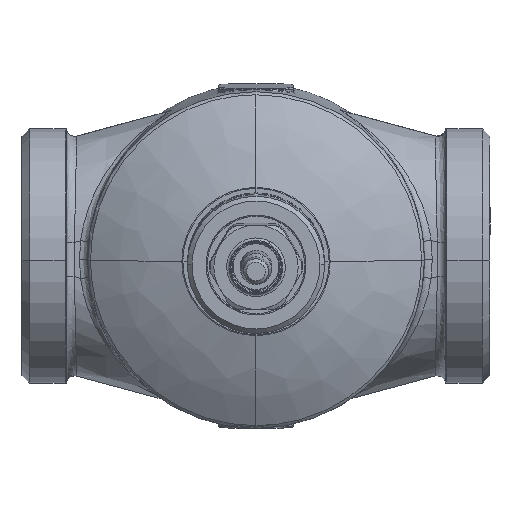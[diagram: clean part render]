
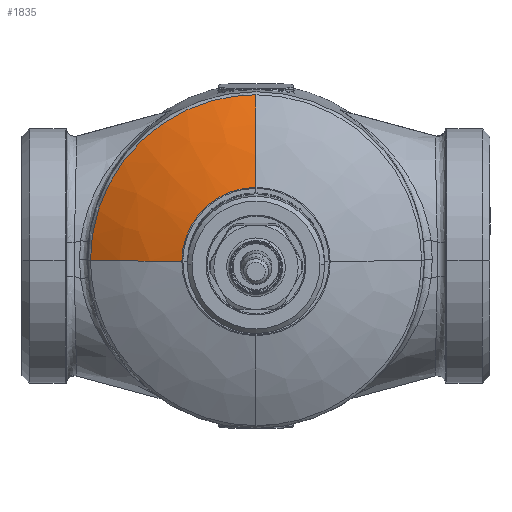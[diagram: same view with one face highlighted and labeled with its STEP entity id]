
A CAD part, front view. The second image highlights one B-rep face of the part: STEP entity #1835.
In plain terms, the highlighted free-form (B-spline) face has degree [3, 3] with [4, 4] control points.
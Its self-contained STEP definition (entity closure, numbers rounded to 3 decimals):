
#1438=CARTESIAN_POINT('Vertex',(0.,-52.819,23.766)) ;
#1441=CARTESIAN_POINT('Axis2P3D Location',(0.,-52.819,0.)) ;
#1445=CARTESIAN_POINT('Vertex',(-23.766,-52.819,0.)) ;
#1791=CARTESIAN_POINT('Control Point',(-23.1,-52.966,-1.453)) ;
#1792=CARTESIAN_POINT('Control Point',(-33.887,-50.439,-2.132)) ;
#1793=CARTESIAN_POINT('Control Point',(-44.11,-46.163,-2.775)) ;
#1794=CARTESIAN_POINT('Control Point',(-53.489,-40.256,-3.365)) ;
#1795=CARTESIAN_POINT('Control Point',(-23.995,-52.966,12.763)) ;
#1796=CARTESIAN_POINT('Control Point',(-35.199,-50.439,18.722)) ;
#1797=CARTESIAN_POINT('Control Point',(-45.818,-46.163,24.37)) ;
#1798=CARTESIAN_POINT('Control Point',(-55.559,-40.256,29.552)) ;
#1799=CARTESIAN_POINT('Control Point',(-14.244,-52.966,23.146)) ;
#1800=CARTESIAN_POINT('Control Point',(-20.895,-50.439,33.954)) ;
#1801=CARTESIAN_POINT('Control Point',(-27.199,-46.163,44.197)) ;
#1802=CARTESIAN_POINT('Control Point',(-32.982,-40.256,53.594)) ;
#1803=CARTESIAN_POINT('Control Point',(0.,-52.966,23.146)) ;
#1804=CARTESIAN_POINT('Control Point',(0.,-50.439,33.954)) ;
#1805=CARTESIAN_POINT('Control Point',(0.,-46.163,44.197)) ;
#1806=CARTESIAN_POINT('Control Point',(0.,-40.256,53.594)) ;
#1808=CARTESIAN_POINT('Control Point',(0.,-52.819,23.766)) ;
#1809=CARTESIAN_POINT('Control Point',(0.,-50.324,34.139)) ;
#1810=CARTESIAN_POINT('Control Point',(0.,-46.214,43.985)) ;
#1811=CARTESIAN_POINT('Control Point',(0.,-40.594,53.054)) ;
#1812=CARTESIAN_POINT('Vertex',(0.,-40.594,53.054)) ;
#1816=CARTESIAN_POINT('Control Point',(-53.054,-40.594,0.)) ;
#1817=CARTESIAN_POINT('Control Point',(-53.054,-40.594,31.245)) ;
#1818=CARTESIAN_POINT('Control Point',(-30.91,-40.594,53.054)) ;
#1819=CARTESIAN_POINT('Control Point',(0.,-40.594,53.054)) ;
#1820=CARTESIAN_POINT('Vertex',(-53.054,-40.594,0.)) ;
#1824=CARTESIAN_POINT('Control Point',(-23.766,-52.819,0.)) ;
#1825=CARTESIAN_POINT('Control Point',(-34.139,-50.324,0.)) ;
#1826=CARTESIAN_POINT('Control Point',(-43.985,-46.214,0.)) ;
#1827=CARTESIAN_POINT('Control Point',(-53.054,-40.594,0.)) ;
#1442=DIRECTION('Axis2P3D Direction',(-0.,1.,0.)) ;
#1443=AXIS2_PLACEMENT_3D('Circle Axis2P3D',#1441,#1442,$) ;
#1830=ORIENTED_EDGE('',*,*,#1814,.T.) ;
#1831=ORIENTED_EDGE('',*,*,#1822,.F.) ;
#1832=ORIENTED_EDGE('',*,*,#1828,.T.) ;
#1833=ORIENTED_EDGE('',*,*,#1447,.T.) ;
#1835=ADVANCED_FACE('MANIFOLD_SOLID_BREP #14016',(#1834),#1790,.T.) ;
#1444=CIRCLE('generated circle',#1443,23.766) ;
#1447=EDGE_CURVE('',#1446,#1439,#1444,.T.) ;
#1814=EDGE_CURVE('',#1439,#1813,#1807,.T.) ;
#1822=EDGE_CURVE('',#1821,#1813,#1815,.T.) ;
#1828=EDGE_CURVE('',#1821,#1446,#1823,.F.) ;
#1829=EDGE_LOOP('',(#1830,#1831,#1832,#1833)) ;
#1834=FACE_OUTER_BOUND('',#1829,.T.) ;
#1439=VERTEX_POINT('',#1438) ;
#1446=VERTEX_POINT('',#1445) ;
#1813=VERTEX_POINT('',#1812) ;
#1821=VERTEX_POINT('',#1820) ;
#1807=(BOUNDED_CURVE()B_SPLINE_CURVE(3,(#1808,#1809,#1810,#1811),.UNSPECIFIED.,.F.,.U.)B_SPLINE_CURVE_WITH_KNOTS((4,4),(0.697,35.414),.UNSPECIFIED.)CURVE()GEOMETRIC_REPRESENTATION_ITEM()RATIONAL_B_SPLINE_CURVE((1.195,1.185,1.185,1.195))REPRESENTATION_ITEM('')) ;
#1815=(BOUNDED_CURVE()B_SPLINE_CURVE(3,(#1816,#1817,#1818,#1819),.UNSPECIFIED.,.F.,.U.)B_SPLINE_CURVE_WITH_KNOTS((4,4),(3.041,71.49),.UNSPECIFIED.)CURVE()GEOMETRIC_REPRESENTATION_ITEM()RATIONAL_B_SPLINE_CURVE((1.164,0.944,0.954,1.195))REPRESENTATION_ITEM('')) ;
#1823=(BOUNDED_CURVE()B_SPLINE_CURVE(3,(#1824,#1825,#1826,#1827),.UNSPECIFIED.,.F.,.U.)B_SPLINE_CURVE_WITH_KNOTS((4,4),(0.697,35.414),.UNSPECIFIED.)CURVE()GEOMETRIC_REPRESENTATION_ITEM()RATIONAL_B_SPLINE_CURVE((1.164,1.154,1.154,1.164))REPRESENTATION_ITEM('')) ;
#1790=(BOUNDED_SURFACE()B_SPLINE_SURFACE(3,3,((#1791,#1792,#1793,#1794),(#1795,#1796,#1797,#1798),(#1799,#1800,#1801,#1802),(#1803,#1804,#1805,#1806)),.UNSPECIFIED.,.F.,.F.,.U.)B_SPLINE_SURFACE_WITH_KNOTS((4,4),(4,4),(0.,71.49),(0.,36.111),.UNSPECIFIED.)GEOMETRIC_REPRESENTATION_ITEM()RATIONAL_B_SPLINE_SURFACE(((1.195,1.185,1.185,1.195),(0.944,0.935,0.935,0.944),(0.944,0.935,0.935,0.944),(1.195,1.185,1.185,1.195)))REPRESENTATION_ITEM('Rational BSpline Surface')SURFACE()) ;
